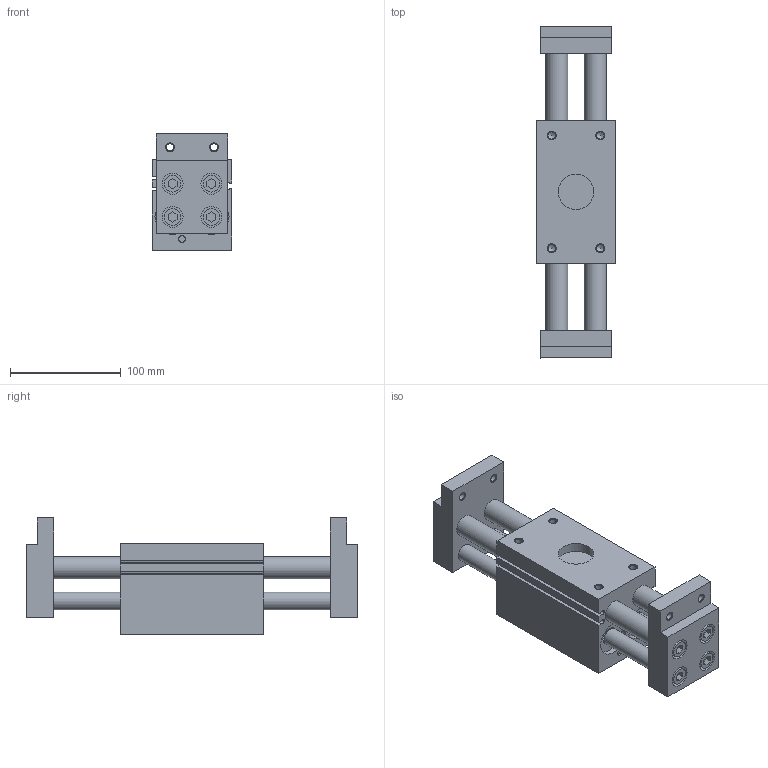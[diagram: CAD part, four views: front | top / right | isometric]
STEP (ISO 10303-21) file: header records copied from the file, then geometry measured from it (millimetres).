
FILE_DESCRIPTION(/* description */ ('Alibre Inc.'),/* implementation_level */ '2;1');
FILE_NAME(/* name */ 'export-45B1E724-0A1C-411C-AB7A-85FD4DAE3470',/* time_stamp */ '2020-12-14T20:35:28+01:00',/* author */ (''),/* organization */ (''),/* preprocessor_version */ 'ST-DEVELOPER v17',/* originating_system */ 'Alibre',/* authorisation */ '');
FILE_SCHEMA (('AUTOMOTIVE_DESIGN'));
Length unit declared in the file: millimetre
Products named in the file (3): _W15803002001-p; _4-301; W1580300200(1//)
Bounding box: 72 x 300 x 105 mm (x, y, z)
Volume: 975583 mm3; surface area: 168319.1 mm2
Topology: 3 solids, 3 shells, 244 faces, 611 edges, 428 vertices
Faces by surface type: plane 141, cylinder 69, cone 34
Full cylindrical faces by diameter (mm): 3 x4, 3.5 x2, 5 x1, 6 x7, 6.647 x12, 8.566 x2, 15 x8, 16 x6, 19 x8, 20 x6, 32 x6
Entity records: 5221 total; most frequent: ORIENTED_EDGE 878, CARTESIAN_POINT 857, DIRECTION 758, EDGE_CURVE 439, VERTEX_POINT 316, AXIS2_PLACEMENT_3D 310, EDGE_LOOP 233, FACE_BOUND 233
